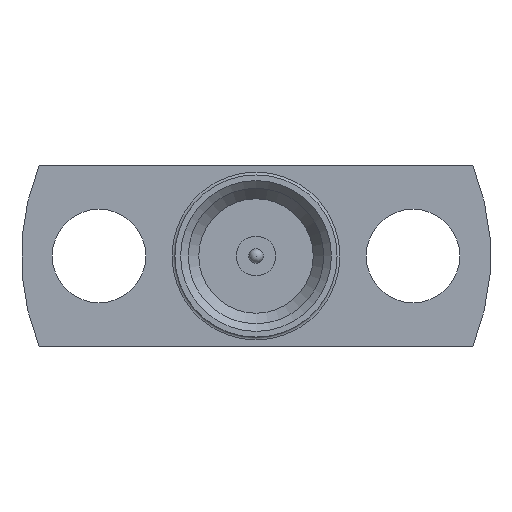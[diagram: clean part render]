
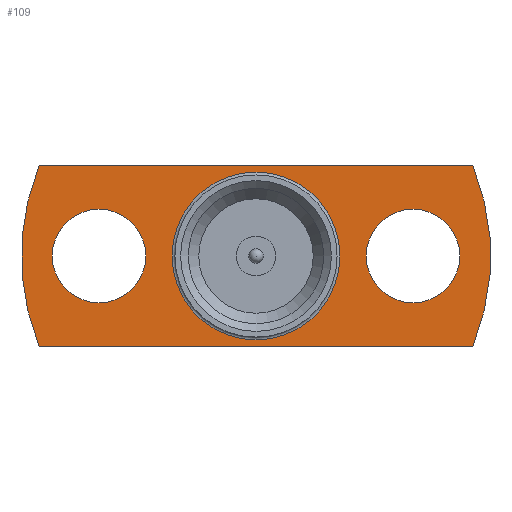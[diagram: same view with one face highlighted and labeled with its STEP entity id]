
A CAD part, left-side view. The second image highlights one B-rep face of the part: STEP entity #109.
In plain terms, the highlighted planar face has unit normal (-1, 0, 0).
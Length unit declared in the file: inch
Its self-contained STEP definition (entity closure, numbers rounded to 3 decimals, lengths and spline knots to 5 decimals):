
#1 = CARTESIAN_POINT ( 'NONE',  ( 0.07639, -0.16457, 0. ) ) ;
#28 = DIRECTION ( 'NONE',  ( -1., 0., 0. ) ) ;
#29 = CARTESIAN_POINT ( 'NONE',  ( 0.07639, 0., 0. ) ) ;
#37 = CARTESIAN_POINT ( 'NONE',  ( 0.07639, 0.2272, 0.09449 ) ) ;
#77 = CARTESIAN_POINT ( 'NONE',  ( 0.07639, 0., 0. ) ) ;
#93 = CARTESIAN_POINT ( 'NONE',  ( 0.07639, 0., 0. ) ) ;
#96 = CARTESIAN_POINT ( 'NONE',  ( 0.07639, 0.16457, 0. ) ) ;
#100 = EDGE_LOOP ( 'NONE', ( #596 ) ) ;
#109 = ADVANCED_FACE ( 'NONE', ( #598, #203, #321, #143 ), #674, .F. ) ;
#113 = VECTOR ( 'NONE', #493, 39.37008 ) ;
#131 = VERTEX_POINT ( 'NONE', #726 ) ;
#132 = VERTEX_POINT ( 'NONE', #329 ) ;
#138 = VERTEX_POINT ( 'NONE', #37 ) ;
#143 = FACE_OUTER_BOUND ( 'NONE', #559, .T. ) ;
#149 = DIRECTION ( 'NONE',  ( 1., 0., 0. ) ) ;
#152 = DIRECTION ( 'NONE',  ( 0., 0., 1. ) ) ;
#175 = CIRCLE ( 'NONE', #592, 0.088 ) ;
#203 = FACE_BOUND ( 'NONE', #412, .T. ) ;
#206 = CIRCLE ( 'NONE', #380, 0.049 ) ;
#208 = DIRECTION ( 'NONE',  ( 0., 0., -1. ) ) ;
#213 = LINE ( 'NONE', #269, #606 ) ;
#219 = DIRECTION ( 'NONE',  ( -1., 0., 0. ) ) ;
#230 = CARTESIAN_POINT ( 'NONE',  ( 0.07639, -0.2272, 0.09449 ) ) ;
#251 = EDGE_CURVE ( 'NONE', #131, #296, #663, .T. ) ;
#256 = AXIS2_PLACEMENT_3D ( 'NONE', #77, #363, #353 ) ;
#262 = DIRECTION ( 'NONE',  ( 0., 0., 1. ) ) ;
#263 = VERTEX_POINT ( 'NONE', #393 ) ;
#264 = DIRECTION ( 'NONE',  ( 1., 0., 0. ) ) ;
#269 = CARTESIAN_POINT ( 'NONE',  ( 0.07639, -0.24606, -0.09449 ) ) ;
#286 = DIRECTION ( 'NONE',  ( -1., 0., 0. ) ) ;
#294 = EDGE_CURVE ( 'NONE', #614, #614, #206, .T. ) ;
#296 = VERTEX_POINT ( 'NONE', #230 ) ;
#321 = FACE_BOUND ( 'NONE', #746, .T. ) ;
#329 = CARTESIAN_POINT ( 'NONE',  ( 0.07639, 0.2272, -0.09449 ) ) ;
#338 = ORIENTED_EDGE ( 'NONE', *, *, #251, .T. ) ;
#346 = ORIENTED_EDGE ( 'NONE', *, *, #613, .T. ) ;
#353 = DIRECTION ( 'NONE',  ( 0., 0., 1. ) ) ;
#361 = CARTESIAN_POINT ( 'NONE',  ( 0.07639, 0.16457, 0.049 ) ) ;
#363 = DIRECTION ( 'NONE',  ( -1., 0., 0. ) ) ;
#380 = AXIS2_PLACEMENT_3D ( 'NONE', #1, #286, #447 ) ;
#386 = DIRECTION ( 'NONE',  ( 0., 1., 0. ) ) ;
#393 = CARTESIAN_POINT ( 'NONE',  ( 0.07639, 0., -0.088 ) ) ;
#397 = ORIENTED_EDGE ( 'NONE', *, *, #501, .T. ) ;
#399 = AXIS2_PLACEMENT_3D ( 'NONE', #93, #149, #386 ) ;
#412 = EDGE_LOOP ( 'NONE', ( #528 ) ) ;
#422 = VERTEX_POINT ( 'NONE', #361 ) ;
#431 = LINE ( 'NONE', #607, #113 ) ;
#447 = DIRECTION ( 'NONE',  ( 0., 0., 1. ) ) ;
#451 = ORIENTED_EDGE ( 'NONE', *, *, #548, .T. ) ;
#470 = AXIS2_PLACEMENT_3D ( 'NONE', #96, #28, #152 ) ;
#493 = DIRECTION ( 'NONE',  ( 0., 1., 0. ) ) ;
#494 = CARTESIAN_POINT ( 'NONE',  ( 0.07639, -0.16457, 0.049 ) ) ;
#501 = EDGE_CURVE ( 'NONE', #138, #132, #618, .T. ) ;
#516 = EDGE_CURVE ( 'NONE', #132, #131, #213, .T. ) ;
#528 = ORIENTED_EDGE ( 'NONE', *, *, #611, .F. ) ;
#548 = EDGE_CURVE ( 'NONE', #296, #138, #431, .T. ) ;
#559 = EDGE_LOOP ( 'NONE', ( #397, #696, #338, #451 ) ) ;
#592 = AXIS2_PLACEMENT_3D ( 'NONE', #602, #264, #208 ) ;
#596 = ORIENTED_EDGE ( 'NONE', *, *, #294, .F. ) ;
#598 = FACE_BOUND ( 'NONE', #100, .T. ) ;
#602 = CARTESIAN_POINT ( 'NONE',  ( 0.07639, 0., 0. ) ) ;
#606 = VECTOR ( 'NONE', #725, 39.37008 ) ;
#607 = CARTESIAN_POINT ( 'NONE',  ( 0.07639, -0.24606, 0.09449 ) ) ;
#611 = EDGE_CURVE ( 'NONE', #422, #422, #715, .T. ) ;
#613 = EDGE_CURVE ( 'NONE', #263, #263, #175, .T. ) ;
#614 = VERTEX_POINT ( 'NONE', #494 ) ;
#618 = CIRCLE ( 'NONE', #256, 0.24606 ) ;
#663 = CIRCLE ( 'NONE', #688, 0.24606 ) ;
#674 = PLANE ( 'NONE',  #399 ) ;
#688 = AXIS2_PLACEMENT_3D ( 'NONE', #29, #219, #262 ) ;
#696 = ORIENTED_EDGE ( 'NONE', *, *, #516, .T. ) ;
#715 = CIRCLE ( 'NONE', #470, 0.049 ) ;
#725 = DIRECTION ( 'NONE',  ( 0., -1., 0. ) ) ;
#726 = CARTESIAN_POINT ( 'NONE',  ( 0.07639, -0.2272, -0.09449 ) ) ;
#746 = EDGE_LOOP ( 'NONE', ( #346 ) ) ;
